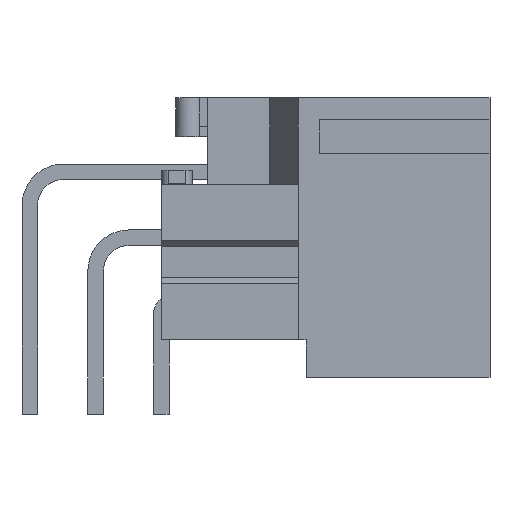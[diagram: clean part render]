
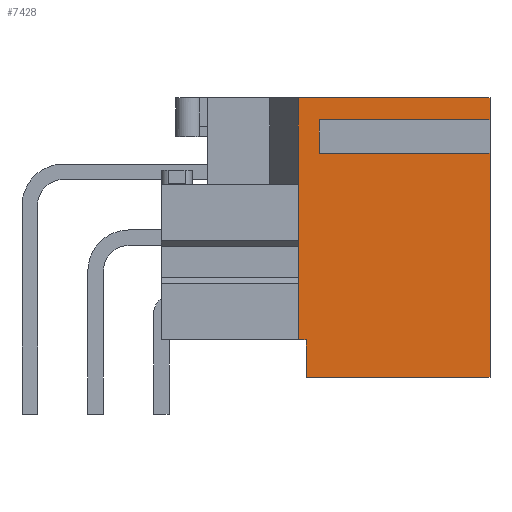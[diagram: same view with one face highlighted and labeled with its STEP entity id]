
A CAD part, front view. The second image highlights one B-rep face of the part: STEP entity #7428.
In plain terms, the highlighted planar face has unit normal (0, -1, 0).
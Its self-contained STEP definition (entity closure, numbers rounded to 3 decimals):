
#150=FACE_OUTER_BOUND($,#592,.T.);
#592=EDGE_LOOP($,(#5147,#5148,#5149,#5150,#5151,#5152,#5153,#5154,#5155,
#5156,#5157));
#1091=LINE($,#10490,#2073);
#1122=LINE($,#10575,#2104);
#1285=LINE($,#10910,#2267);
#1289=LINE($,#10917,#2271);
#1302=LINE($,#10940,#2284);
#1325=LINE($,#10983,#2307);
#1326=LINE($,#10984,#2308);
#1327=LINE($,#10985,#2309);
#1328=LINE($,#10987,#2310);
#1329=LINE($,#10989,#2311);
#1330=LINE($,#10990,#2312);
#2073=VECTOR($,#8436,0.3);
#2104=VECTOR($,#8497,7.4);
#2267=VECTOR($,#8724,0.85);
#2271=VECTOR($,#8728,8.65);
#2284=VECTOR($,#8747,7.1);
#2307=VECTOR($,#8776,3.35);
#2308=VECTOR($,#8777,6.);
#2309=VECTOR($,#8778,1.45);
#2310=VECTOR($,#8779,6.6);
#2311=VECTOR($,#8780,1.3);
#2312=VECTOR($,#8781,6.6);
#3055=VERTEX_POINT($,#10487);
#3056=VERTEX_POINT($,#10489);
#3091=VERTEX_POINT($,#10572);
#3092=VERTEX_POINT($,#10574);
#3222=VERTEX_POINT($,#10894);
#3229=VERTEX_POINT($,#10909);
#3232=VERTEX_POINT($,#10915);
#3239=VERTEX_POINT($,#10939);
#3256=VERTEX_POINT($,#10982);
#3257=VERTEX_POINT($,#10986);
#3258=VERTEX_POINT($,#10988);
#3766=EDGE_CURVE($,#3055,#3056,#1091,.T.);
#3806=EDGE_CURVE($,#3091,#3092,#1122,.T.);
#3973=EDGE_CURVE($,#3092,#3229,#1285,.T.);
#3977=EDGE_CURVE($,#3232,#3222,#1289,.T.);
#3990=EDGE_CURVE($,#3222,#3239,#1302,.T.);
#4013=EDGE_CURVE($,#3256,#3091,#1325,.T.);
#4014=EDGE_CURVE($,#3056,#3256,#1326,.T.);
#4015=EDGE_CURVE($,#3055,#3239,#1327,.T.);
#4016=EDGE_CURVE($,#3257,#3232,#1328,.T.);
#4017=EDGE_CURVE($,#3258,#3257,#1329,.T.);
#4018=EDGE_CURVE($,#3258,#3229,#1330,.T.);
#5147=ORIENTED_EDGE($,*,*,#4013,.F.);
#5148=ORIENTED_EDGE($,*,*,#4014,.F.);
#5149=ORIENTED_EDGE($,*,*,#3766,.F.);
#5150=ORIENTED_EDGE($,*,*,#4015,.T.);
#5151=ORIENTED_EDGE($,*,*,#3990,.F.);
#5152=ORIENTED_EDGE($,*,*,#3977,.F.);
#5153=ORIENTED_EDGE($,*,*,#4016,.F.);
#5154=ORIENTED_EDGE($,*,*,#4017,.F.);
#5155=ORIENTED_EDGE($,*,*,#4018,.T.);
#5156=ORIENTED_EDGE($,*,*,#3973,.F.);
#5157=ORIENTED_EDGE($,*,*,#3806,.F.);
#7031=PLANE($,#7946);
#7428=ADVANCED_FACE($,(#150),#7031,.F.);
#7946=AXIS2_PLACEMENT_3D($,#10981,#8774,#8775);
#8436=DIRECTION($,(-1.,0.,0.));
#8497=DIRECTION($,(1.,0.,0.));
#8724=DIRECTION($,(0.,0.,-1.));
#8728=DIRECTION($,(0.,0.,-1.));
#8747=DIRECTION($,(-1.,0.,0.));
#8774=DIRECTION('center_axis',(0.,1.,0.));
#8775=DIRECTION('ref_axis',(0.,0.,1.));
#8776=DIRECTION($,(0.,0.,1.));
#8777=DIRECTION($,(0.,0.,1.));
#8778=DIRECTION($,(0.,0.,-1.));
#8779=DIRECTION($,(1.,0.,0.));
#8780=DIRECTION($,(0.,0.,-1.));
#8781=DIRECTION($,(1.,0.,0.));
#10487=CARTESIAN_POINT('',(5.59,-42.55,0.));
#10489=CARTESIAN_POINT('',(5.29,-42.55,0.));
#10490=CARTESIAN_POINT($,(5.59,-42.55,0.));
#10572=CARTESIAN_POINT('',(5.29,-42.55,9.35));
#10574=CARTESIAN_POINT('',(12.69,-42.55,9.35));
#10575=CARTESIAN_POINT($,(12.69,-42.55,9.35));
#10894=CARTESIAN_POINT('',(12.69,-42.55,-1.45));
#10909=CARTESIAN_POINT('',(12.69,-42.55,8.5));
#10910=CARTESIAN_POINT($,(12.69,-42.55,-1.45));
#10915=CARTESIAN_POINT('',(12.69,-42.55,7.2));
#10917=CARTESIAN_POINT($,(12.69,-42.55,-1.45));
#10939=CARTESIAN_POINT('',(5.59,-42.55,-1.45));
#10940=CARTESIAN_POINT($,(12.69,-42.55,-1.45));
#10981=CARTESIAN_POINT('Origin',(1.79,-42.55,-1.45));
#10982=CARTESIAN_POINT('',(5.29,-42.55,6.));
#10983=CARTESIAN_POINT($,(5.29,-42.55,6.));
#10984=CARTESIAN_POINT($,(5.29,-42.55,0.));
#10985=CARTESIAN_POINT($,(5.59,-42.55,0.));
#10986=CARTESIAN_POINT('',(6.09,-42.55,7.2));
#10987=CARTESIAN_POINT($,(6.09,-42.55,7.2));
#10988=CARTESIAN_POINT('',(6.09,-42.55,8.5));
#10989=CARTESIAN_POINT($,(6.09,-42.55,8.5));
#10990=CARTESIAN_POINT($,(6.09,-42.55,8.5));
